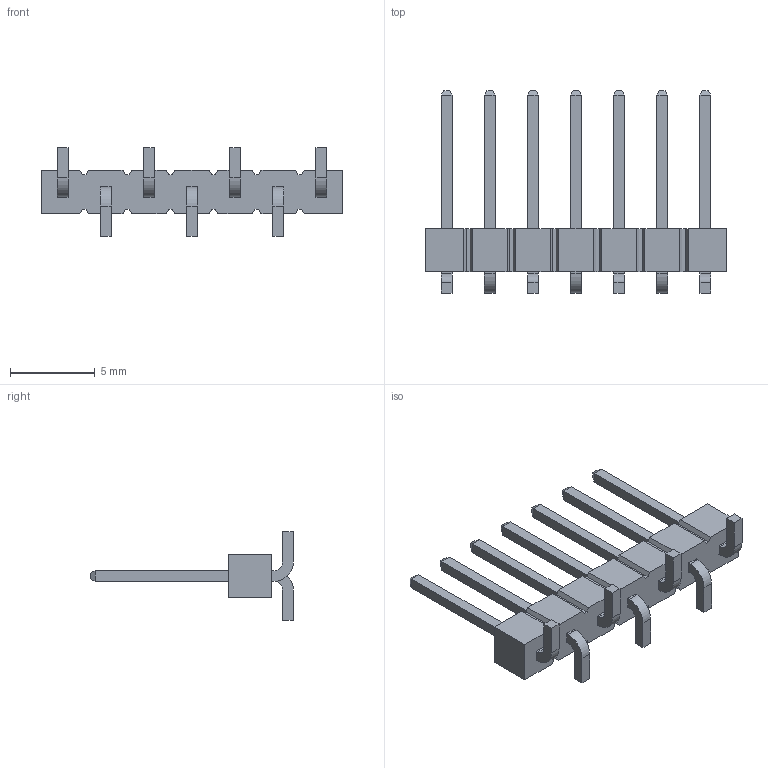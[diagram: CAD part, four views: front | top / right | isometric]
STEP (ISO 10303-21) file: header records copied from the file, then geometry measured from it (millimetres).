
FILE_DESCRIPTION (( 'STEP AP214' ), '1' );
FILE_NAME ('TSM-107-02-L-SV.STEP', '2021-02-19T18:04:21', ( '' ), ( '' ), 'SwSTEP 2.0', 'SolidWorks 2018', '' );
FILE_SCHEMA (( 'AUTOMOTIVE_DESIGN' ));
Length unit declared in the file: millimetre
Products named in the file (3): TSM_107_02_L_SV_5; TSM_107_02_L_SV_3; TSM-107-02-L-SV
Assembly tree (2 placements, depth 2):
  TSM-107-02-L-SV
    TSM_107_02_L_SV_3
    TSM_107_02_L_SV_5
Bounding box: 17.78 x 11.94 x 5.21 mm (x, y, z)
Volume: 144.7 mm3; surface area: 509.2 mm2
Topology: 2 solids, 2 shells, 210 faces, 560 edges, 364 vertices
Faces by surface type: plane 196, cylinder 14
Entity records: 6526 total; most frequent: CARTESIAN_POINT 1139, ORIENTED_EDGE 1120, DIRECTION 1018, EDGE_CURVE 560, LINE 532, VECTOR 532, VERTEX_POINT 364, AXIS2_PLACEMENT_3D 243
